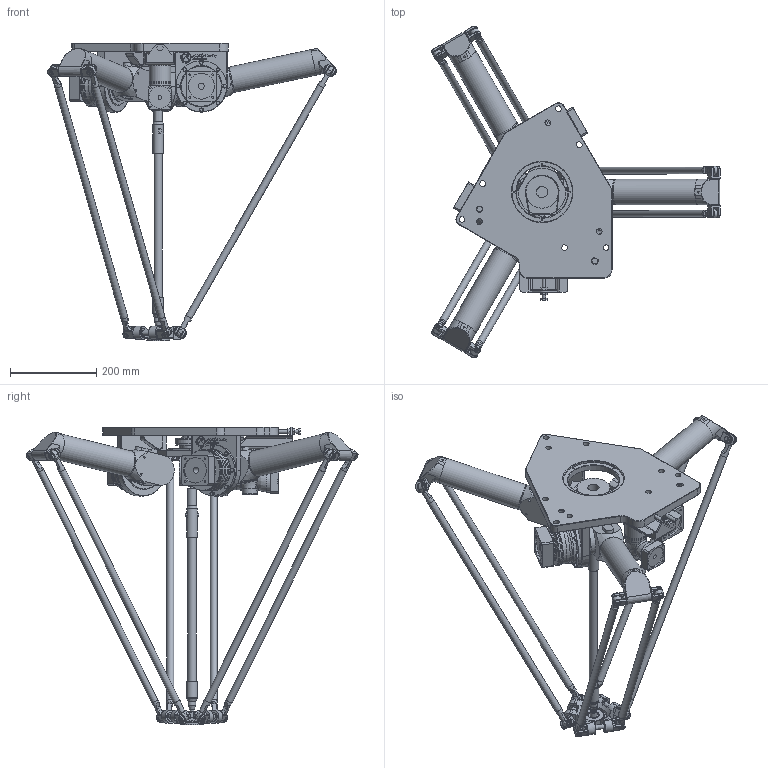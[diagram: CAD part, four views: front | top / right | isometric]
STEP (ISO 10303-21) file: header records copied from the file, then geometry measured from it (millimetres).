
FILE_DESCRIPTION(/* description */ (''),/* implementation_level */ '2;1');
FILE_NAME(/* name */ '3D-model_A_00085-T1.stp',/* time_stamp */ '2021-11-25T15:10:22+01:00',/* author */ ('michael.schutter'),/* organization */ ('Majatronic'),/* preprocessor_version */ 'ST-DEVELOPER v16.5',/* originating_system */ 'Autodesk Inventor 2017',/* authorisation */ '');
FILE_SCHEMA (('AUTOMOTIVE_DESIGN { 1 0 10303 214 3 1 1 }'));
Length unit declared in the file: millimetre
Products named in the file (11): A_00085-T1_DUMMY; MT_WST00065373MT_WST; MT_WST00055542MT_WST; MT_WST00055576MT_WST; MT_WST00057274MT_WST; MT_WST00056751MT_WST; MT_WST00037805MT_WST; MT_WST00037806MT_WST; MT_WST00101401; MT_WST00065065MT_WST; MT_WST00065066MT_WST
Assembly tree (24 placements, depth 2):
  A_00085-T1_DUMMY
    MT_WST00065373MT_WST
    MT_WST00055542MT_WST  x3
    MT_WST00055576MT_WST
    MT_WST00057274MT_WST
    MT_WST00056751MT_WST
    MT_WST00037805MT_WST  x3
    MT_WST00037806MT_WST  x6
    MT_WST00101401  x6
    MT_WST00065065MT_WST
    MT_WST00065066MT_WST
Bounding box: 668.6 x 768.84 x 690 mm (x, y, z)
Volume: 9725664.7 mm3; surface area: 1270286 mm2
Topology: 24 solids, 25 shells, 2883 faces, 6673 edges, 4208 vertices
Faces by surface type: plane 1540, cylinder 866, cone 264, torus 149, bspline 60, sphere 4
Full cylindrical faces by diameter (mm): 3.459 x8, 3.917 x4, 4.917 x25, 5 x24, 5.188 x24, 6 x1, 8 x42, 8.5 x48, 9 x3, 11 x3, 11.4 x1, 11.5 x6, 12 x36, 13.5 x9, 14 x3, 15 x3, 15.98 x12, 16 x30, 16.199 x1, 16.999 x1, 18 x28, 19 x1, 20 x1, 21 x1, 23 x1, 25 x4, 26 x2, 30 x2, 34.999 x1, 35 x1
Entity records: 56253 total; most frequent: CARTESIAN_POINT 17152, DIRECTION 8097, ORIENTED_EDGE 7264, EDGE_CURVE 3632, AXIS2_PLACEMENT_3D 2984, VERTEX_POINT 2532, EDGE_LOOP 2294, LINE 2129
